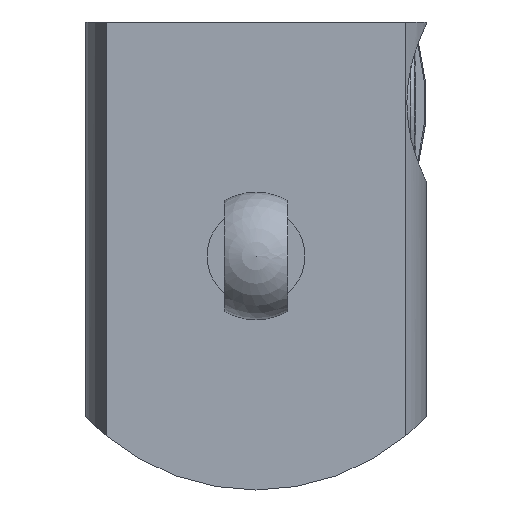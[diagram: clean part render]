
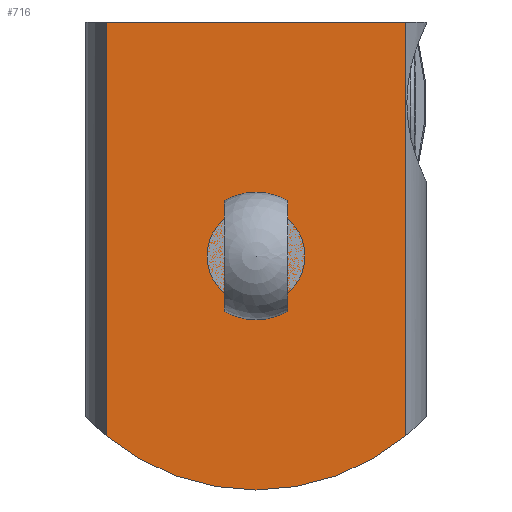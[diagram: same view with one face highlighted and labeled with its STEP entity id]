
A CAD part, front view. The second image highlights one B-rep face of the part: STEP entity #716.
In plain terms, the highlighted planar face has unit normal (0, -1, 0).
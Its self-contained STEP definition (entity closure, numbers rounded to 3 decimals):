
#62=PLANE('',#804);
#80=FACE_OUTER_BOUND('',#125,.T.);
#125=EDGE_LOOP('',(#510,#511,#512,#513));
#187=LINE('',#1245,#216);
#189=LINE('',#1270,#218);
#191=LINE('',#1277,#220);
#216=VECTOR('',#915,10.);
#218=VECTOR('',#921,10.);
#220=VECTOR('',#933,10.);
#247=CIRCLE('',#803,55.);
#307=VERTEX_POINT('',#1223);
#310=VERTEX_POINT('',#1243);
#312=VERTEX_POINT('',#1248);
#315=VERTEX_POINT('',#1261);
#383=EDGE_CURVE('',#307,#310,#187,.T.);
#388=EDGE_CURVE('',#312,#315,#189,.T.);
#391=EDGE_CURVE('',#315,#307,#247,.T.);
#392=EDGE_CURVE('',#310,#312,#191,.T.);
#510=ORIENTED_EDGE('',*,*,#388,.T.);
#511=ORIENTED_EDGE('',*,*,#391,.T.);
#512=ORIENTED_EDGE('',*,*,#383,.T.);
#513=ORIENTED_EDGE('',*,*,#392,.T.);
#716=ADVANCED_FACE('',(#80),#62,.F.);
#803=AXIS2_PLACEMENT_3D('',#1275,#929,#930);
#804=AXIS2_PLACEMENT_3D('',#1276,#931,#932);
#915=DIRECTION('',(0.,0.,1.));
#921=DIRECTION('',(0.,0.,-1.));
#929=DIRECTION('center_axis',(0.,-1.,0.));
#930=DIRECTION('ref_axis',(0.727,0.,-0.686));
#931=DIRECTION('center_axis',(0.,1.,0.));
#932=DIRECTION('ref_axis',(1.,0.,0.));
#933=DIRECTION('',(-1.,0.,0.));
#1223=CARTESIAN_POINT('',(35.199,-19.,-42.261));
#1243=CARTESIAN_POINT('',(35.199,-19.,55.));
#1245=CARTESIAN_POINT('',(35.199,-19.,0.));
#1248=CARTESIAN_POINT('',(-35.199,-19.,55.));
#1261=CARTESIAN_POINT('',(-35.199,-19.,-42.261));
#1270=CARTESIAN_POINT('',(-35.199,-19.,0.));
#1275=CARTESIAN_POINT('Origin',(0.,-19.,0.));
#1276=CARTESIAN_POINT('Origin',(0.,-19.,0.));
#1277=CARTESIAN_POINT('',(40.,-19.,55.));
